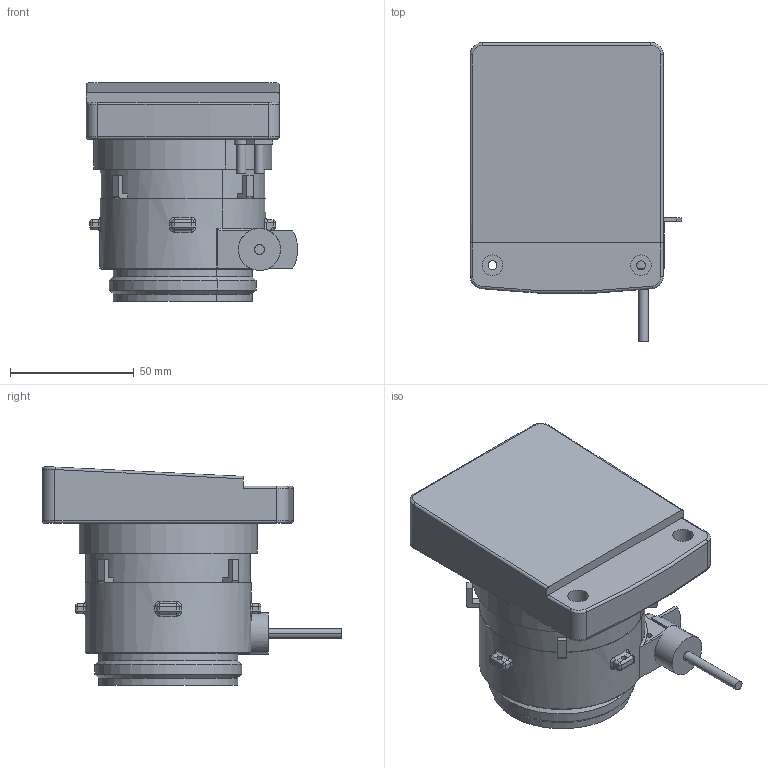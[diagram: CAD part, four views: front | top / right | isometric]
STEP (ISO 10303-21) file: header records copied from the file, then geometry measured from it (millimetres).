
FILE_DESCRIPTION(('CATIA V5 STEP Exchange','CAx-IF Rec.Pracs.--- Model Styling and Organization---1.4--- 2014-01-23','CAx-IF Rec.Pracs.---3D Tessellated Data Validation Properties---0.5---2014-09-14'),'2;1');
FILE_NAME('STEP_CAL19135_-_TST.stp','2022-03-18T07:54:13+00:00',('none'),('none'),'CATIA Version 5-6 Release 2019 SP3','CATIA V5 STEP AP242 v1','none');
FILE_SCHEMA(('AP242_MANAGED_MODEL_BASED_3D_ENGINEERING_MIM_LF {1 0 10303 442 1 1 4}'));
Length unit declared in the file: millimetre
Products named in the file (1): CAL19135 - TST
Bounding box: 85.5 x 120.75 x 88.45 mm (x, y, z)
Volume: 387852.1 mm3; surface area: 40826.4 mm2
Topology: 1 solids, 1 shells, 289 faces, 728 edges, 422 vertices
Faces by surface type: cylinder 111, plane 95, bspline 31, torus 22, sphere 22, cone 8
Entity records: 10012 total; most frequent: CARTESIAN_POINT 3697, ORIENTED_EDGE 1408, DIRECTION 996, EDGE_CURVE 704, AXIS2_PLACEMENT_3D 514, VERTEX_POINT 422, CIRCLE 313, EDGE_LOOP 308
